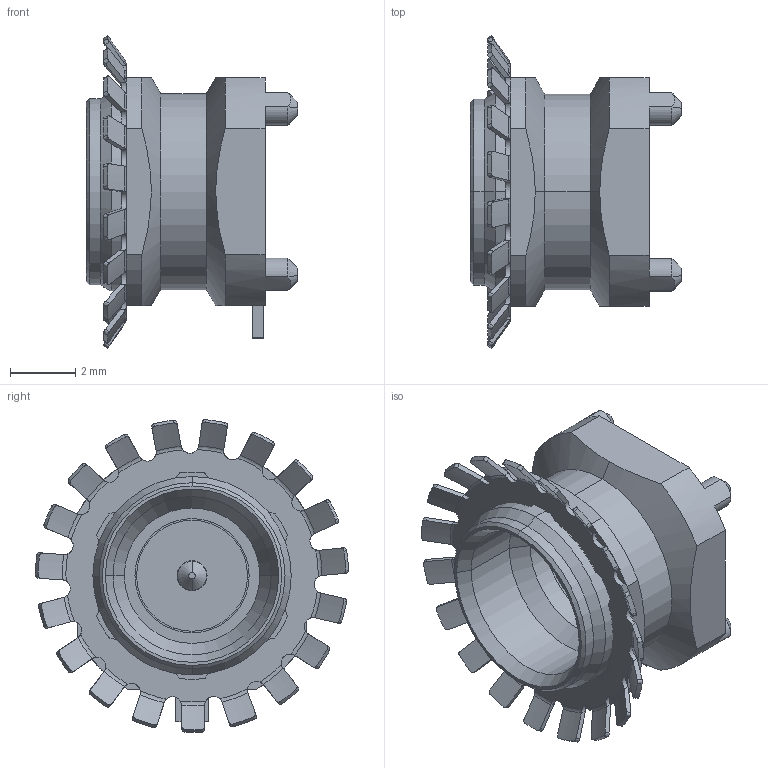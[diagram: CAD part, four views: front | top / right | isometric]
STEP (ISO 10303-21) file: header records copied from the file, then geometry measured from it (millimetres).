
FILE_DESCRIPTION((''),'2;1');
FILE_NAME('PSMP-MSLD-PCTEM','2015-12-10T',('Rajagopal'),(''),'PRO/ENGINEER BY PARAMETRIC TECHNOLOGY CORPORATION, 2014440','PRO/ENGINEER BY PARAMETRIC TECHNOLOGY CORPORATION, 2014440','');
FILE_SCHEMA(('CONFIG_CONTROL_DESIGN'));
Length unit declared in the file: millimetre
Products named in the file (1): PSMP-MSLD-PCTEM
Bounding box: 6.48 x 9.6 x 9.58 mm (x, y, z)
Surface area: 402.9 mm2 (no closed solid volume)
Topology: 0 solids, 6 shells, 281 faces, 906 edges, 632 vertices
Faces by surface type: cone 82, plane 69, cylinder 52, torus 40, bspline 38
Entity records: 17309 total; most frequent: CARTESIAN_POINT 9973, ORIENTED_EDGE 1670, DIRECTION 1318, EDGE_CURVE 906, VERTEX_POINT 632, AXIS2_PLACEMENT_3D 567, B_SPLINE_CURVE_WITH_KNOTS 398, CIRCLE 324
